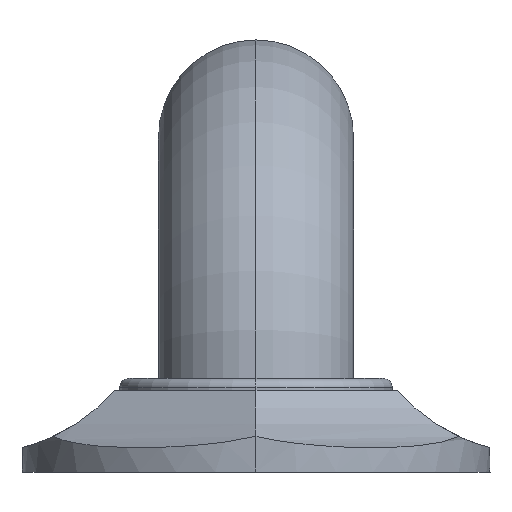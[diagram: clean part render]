
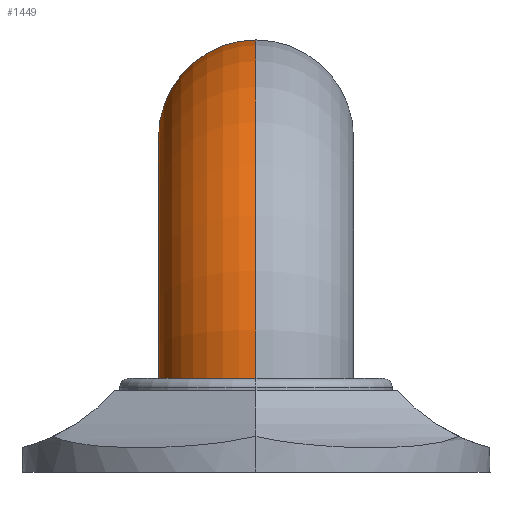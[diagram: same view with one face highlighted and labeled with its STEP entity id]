
A CAD part, left-side view. The second image highlights one B-rep face of the part: STEP entity #1449.
In plain terms, the highlighted toroidal (fillet/blend) face has major radius 41.275 mm and minor radius 15.875 mm.
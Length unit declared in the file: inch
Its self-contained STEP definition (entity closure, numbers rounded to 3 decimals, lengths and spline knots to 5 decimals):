
#1350=CARTESIAN_POINT('',(-6.,0.,0.52));
#1351=DIRECTION('',(0.,0.,-1.));
#1352=DIRECTION('',(-1.,0.,0.));
#1353=AXIS2_PLACEMENT_3D('',#1350,#1351,#1352);
#1355=CARTESIAN_POINT('',(-4.375,0.,0.52));
#1356=DIRECTION('',(0.,1.,0.));
#1357=DIRECTION('',(-1.,0.,0.));
#1358=AXIS2_PLACEMENT_3D('',#1355,#1356,#1357);
#1365=CARTESIAN_POINT('',(-4.375,0.,0.52));
#1366=DIRECTION('',(0.,1.,0.));
#1367=DIRECTION('',(-1.,0.,0.));
#1368=AXIS2_PLACEMENT_3D('',#1365,#1366,#1367);
#1379=CARTESIAN_POINT('',(-4.375,0.,2.145));
#1380=DIRECTION('',(1.,0.,0.));
#1381=DIRECTION('',(0.,0.,-1.));
#1382=AXIS2_PLACEMENT_3D('',#1379,#1380,#1381);
#1418=CARTESIAN_POINT('',(-5.375,0.,0.52));
#1419=CARTESIAN_POINT('',(-6.625,0.,0.52));
#1420=VERTEX_POINT('',#1418);
#1421=VERTEX_POINT('',#1419);
#1422=CARTESIAN_POINT('',(-4.375,0.,1.52));
#1423=CARTESIAN_POINT('',(-4.375,0.,2.77));
#1424=VERTEX_POINT('',#1422);
#1425=VERTEX_POINT('',#1423);
#1434=CARTESIAN_POINT('',(-4.375,0.,0.52));
#1435=DIRECTION('',(0.,1.,0.));
#1436=DIRECTION('',(1.,0.,0.));
#1437=AXIS2_PLACEMENT_3D('',#1434,#1435,#1436);
#1438=TOROIDAL_SURFACE('',#1437,1.625,0.625);
#1440=ORIENTED_EDGE('',*,*,#1439,.T.);
#1442=ORIENTED_EDGE('',*,*,#1441,.T.);
#1444=ORIENTED_EDGE('',*,*,#1443,.T.);
#1446=ORIENTED_EDGE('',*,*,#1445,.F.);
#1447=EDGE_LOOP('',(#1440,#1442,#1444,#1446));
#1448=FACE_OUTER_BOUND('',#1447,.F.);
#1449=ADVANCED_FACE('',(#1448),#1438,.T.);
#1354=CIRCLE('',#1353,0.625);
#1359=CIRCLE('',#1358,1.);
#1369=CIRCLE('',#1368,2.25);
#1383=CIRCLE('',#1382,0.625);
#1439=EDGE_CURVE('',#1421,#1420,#1354,.T.);
#1441=EDGE_CURVE('',#1420,#1424,#1359,.T.);
#1443=EDGE_CURVE('',#1424,#1425,#1383,.T.);
#1445=EDGE_CURVE('',#1421,#1425,#1369,.T.);
